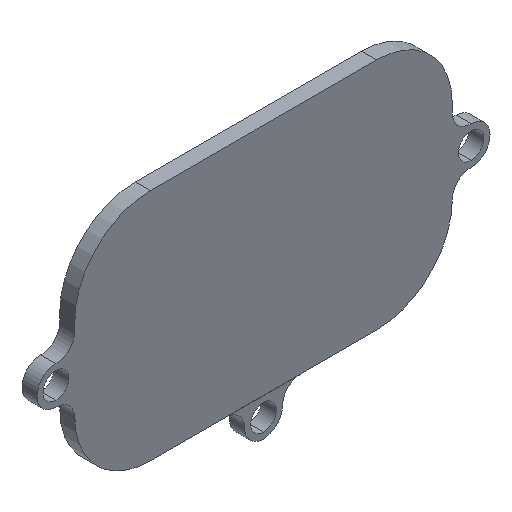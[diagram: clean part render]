
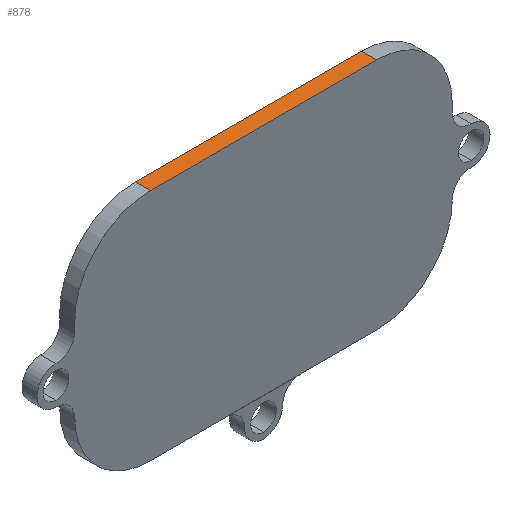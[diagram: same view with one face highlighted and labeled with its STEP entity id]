
A CAD part, isometric view. The second image highlights one B-rep face of the part: STEP entity #878.
In plain terms, the highlighted planar face has unit normal (0, 0, 1).
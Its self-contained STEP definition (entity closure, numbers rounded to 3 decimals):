
#34 = CARTESIAN_POINT ( 'NONE',  ( -15., 0., 15.5 ) ) ;
#35 = VERTEX_POINT ( 'NONE', #118 ) ;
#63 = EDGE_CURVE ( 'NONE', #35, #408, #751, .T. ) ;
#70 = VERTEX_POINT ( 'NONE', #138 ) ;
#114 = VECTOR ( 'NONE', #574, 1000. ) ;
#118 = CARTESIAN_POINT ( 'NONE',  ( -15., 2., 15.5 ) ) ;
#121 = DIRECTION ( 'NONE',  ( 1., 0., 0. ) ) ;
#138 = CARTESIAN_POINT ( 'NONE',  ( 15., 2., 15.5 ) ) ;
#139 = ORIENTED_EDGE ( 'NONE', *, *, #196, .T. ) ;
#145 = ORIENTED_EDGE ( 'NONE', *, *, #185, .F. ) ;
#185 = EDGE_CURVE ( 'NONE', #35, #70, #885, .T. ) ;
#196 = EDGE_CURVE ( 'NONE', #458, #70, #351, .T. ) ;
#233 = EDGE_LOOP ( 'NONE', ( #474, #139, #145, #555 ) ) ;
#271 = CARTESIAN_POINT ( 'NONE',  ( -25., 2., 15.5 ) ) ;
#351 = LINE ( 'NONE', #511, #114 ) ;
#392 = PLANE ( 'NONE',  #579 ) ;
#408 = VERTEX_POINT ( 'NONE', #34 ) ;
#458 = VERTEX_POINT ( 'NONE', #493 ) ;
#465 = VECTOR ( 'NONE', #882, 1000. ) ;
#474 = ORIENTED_EDGE ( 'NONE', *, *, #824, .T. ) ;
#493 = CARTESIAN_POINT ( 'NONE',  ( 15., 0., 15.5 ) ) ;
#500 = VECTOR ( 'NONE', #661, 1000. ) ;
#511 = CARTESIAN_POINT ( 'NONE',  ( 15., 2., 15.5 ) ) ;
#555 = ORIENTED_EDGE ( 'NONE', *, *, #63, .T. ) ;
#566 = VECTOR ( 'NONE', #121, 1000. ) ;
#574 = DIRECTION ( 'NONE',  ( 0., 1., 0. ) ) ;
#579 = AXIS2_PLACEMENT_3D ( 'NONE', #924, #779, #842 ) ;
#661 = DIRECTION ( 'NONE',  ( 0., -1., 0. ) ) ;
#710 = CARTESIAN_POINT ( 'NONE',  ( -25., 0., 15.5 ) ) ;
#747 = CARTESIAN_POINT ( 'NONE',  ( -15., 2., 15.5 ) ) ;
#751 = LINE ( 'NONE', #747, #500 ) ;
#779 = DIRECTION ( 'NONE',  ( 0., 0., -1. ) ) ;
#824 = EDGE_CURVE ( 'NONE', #408, #458, #859, .T. ) ;
#842 = DIRECTION ( 'NONE',  ( -1., 0., 0. ) ) ;
#859 = LINE ( 'NONE', #710, #566 ) ;
#878 = ADVANCED_FACE ( 'NONE', ( #918 ), #392, .F. ) ;
#882 = DIRECTION ( 'NONE',  ( 1., 0., 0. ) ) ;
#885 = LINE ( 'NONE', #271, #465 ) ;
#918 = FACE_OUTER_BOUND ( 'NONE', #233, .T. ) ;
#924 = CARTESIAN_POINT ( 'NONE',  ( -25., 2., 15.5 ) ) ;
